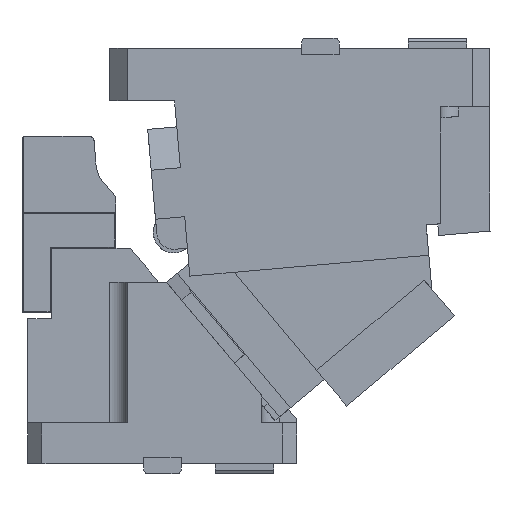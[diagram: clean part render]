
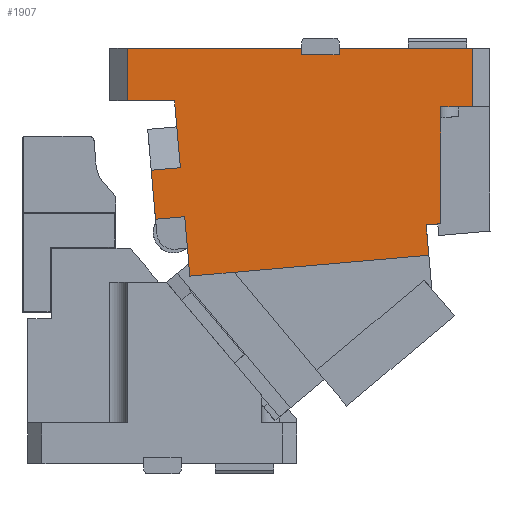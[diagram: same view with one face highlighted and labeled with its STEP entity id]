
A CAD part, front view. The second image highlights one B-rep face of the part: STEP entity #1907.
In plain terms, the highlighted planar face has unit normal (0, -1, 0).
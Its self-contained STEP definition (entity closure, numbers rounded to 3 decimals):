
#512=CARTESIAN_POINT('Vertex',(109.131,-45.,208.923)) ;
#515=CARTESIAN_POINT('Line Origine',(107.298,-45.,229.874)) ;
#519=CARTESIAN_POINT('Vertex',(105.465,-45.,250.826)) ;
#984=CARTESIAN_POINT('Line Origine',(121.582,-45.,210.012)) ;
#988=CARTESIAN_POINT('Vertex',(134.034,-45.,211.102)) ;
#1756=CARTESIAN_POINT('Axis2P3D Location',(232.5,-45.,270.599)) ;
#1761=CARTESIAN_POINT('Line Origine',(135.123,-45.,198.649)) ;
#1765=CARTESIAN_POINT('Vertex',(136.212,-45.,186.197)) ;
#1768=CARTESIAN_POINT('Line Origine',(136.213,-45.,186.197)) ;
#1772=CARTESIAN_POINT('Vertex',(136.214,-45.,186.197)) ;
#1775=CARTESIAN_POINT('Line Origine',(137.347,-45.,173.246)) ;
#1779=CARTESIAN_POINT('Vertex',(138.48,-45.,160.296)) ;
#1782=CARTESIAN_POINT('Line Origine',(240.59,-45.,169.229)) ;
#1786=CARTESIAN_POINT('Vertex',(342.7,-45.,178.163)) ;
#1789=CARTESIAN_POINT('Line Origine',(341.567,-45.,191.113)) ;
#1793=CARTESIAN_POINT('Vertex',(340.434,-45.,204.064)) ;
#1796=CARTESIAN_POINT('Line Origine',(346.717,-45.,204.614)) ;
#1800=CARTESIAN_POINT('Vertex',(353.,-45.,205.164)) ;
#1803=CARTESIAN_POINT('Line Origine',(353.,-45.,255.082)) ;
#1807=CARTESIAN_POINT('Vertex',(353.,-45.,305.)) ;
#1810=CARTESIAN_POINT('Line Origine',(366.5,-45.,305.)) ;
#1814=CARTESIAN_POINT('Vertex',(380.,-45.,305.)) ;
#1817=CARTESIAN_POINT('Line Origine',(380.,-45.,330.)) ;
#1821=CARTESIAN_POINT('Vertex',(380.,-45.,355.)) ;
#1824=CARTESIAN_POINT('Line Origine',(323.,-45.,355.)) ;
#1828=CARTESIAN_POINT('Vertex',(266.,-45.,355.)) ;
#1831=CARTESIAN_POINT('Line Origine',(266.,-45.,352.25)) ;
#1835=CARTESIAN_POINT('Vertex',(266.,-45.,349.5)) ;
#1838=CARTESIAN_POINT('Line Origine',(250.,-45.,349.5)) ;
#1842=CARTESIAN_POINT('Vertex',(234.,-45.,349.5)) ;
#1845=CARTESIAN_POINT('Line Origine',(234.,-45.,352.25)) ;
#1849=CARTESIAN_POINT('Vertex',(234.,-45.,355.)) ;
#1852=CARTESIAN_POINT('Line Origine',(159.5,-45.,355.)) ;
#1856=CARTESIAN_POINT('Vertex',(85.,-45.,355.)) ;
#1859=CARTESIAN_POINT('Line Origine',(85.,-45.,332.5)) ;
#1863=CARTESIAN_POINT('Vertex',(85.,-45.,310.)) ;
#1866=CARTESIAN_POINT('Line Origine',(105.191,-45.,310.)) ;
#1870=CARTESIAN_POINT('Vertex',(125.381,-45.,310.)) ;
#1873=CARTESIAN_POINT('Line Origine',(127.874,-45.,281.502)) ;
#1877=CARTESIAN_POINT('Vertex',(130.368,-45.,253.005)) ;
#1880=CARTESIAN_POINT('Line Origine',(117.916,-45.,251.915)) ;
#516=DIRECTION('Vector Direction',(-0.087,0.,0.996)) ;
#985=DIRECTION('Vector Direction',(-0.996,0.,-0.087)) ;
#1757=DIRECTION('Axis2P3D Direction',(0.,1.,0.)) ;
#1758=DIRECTION('Axis2P3D XDirection',(-1.,0.,0.)) ;
#1762=DIRECTION('Vector Direction',(-0.087,0.,0.996)) ;
#1769=DIRECTION('Vector Direction',(-0.951,0.,0.308)) ;
#1776=DIRECTION('Vector Direction',(-0.087,0.,0.996)) ;
#1783=DIRECTION('Vector Direction',(-0.996,0.,-0.087)) ;
#1790=DIRECTION('Vector Direction',(0.087,0.,-0.996)) ;
#1797=DIRECTION('Vector Direction',(-0.996,0.,-0.087)) ;
#1804=DIRECTION('Vector Direction',(0.,0.,-1.)) ;
#1811=DIRECTION('Vector Direction',(-1.,0.,0.)) ;
#1818=DIRECTION('Vector Direction',(0.,0.,1.)) ;
#1825=DIRECTION('Vector Direction',(-1.,0.,0.)) ;
#1832=DIRECTION('Vector Direction',(0.,0.,-1.)) ;
#1839=DIRECTION('Vector Direction',(1.,0.,0.)) ;
#1846=DIRECTION('Vector Direction',(0.,0.,1.)) ;
#1853=DIRECTION('Vector Direction',(1.,0.,0.)) ;
#1860=DIRECTION('Vector Direction',(0.,0.,-1.)) ;
#1867=DIRECTION('Vector Direction',(1.,0.,0.)) ;
#1874=DIRECTION('Vector Direction',(-0.087,0.,0.996)) ;
#1881=DIRECTION('Vector Direction',(-0.996,0.,-0.087)) ;
#1759=AXIS2_PLACEMENT_3D('Plane Axis2P3D',#1756,#1757,#1758) ;
#1886=ORIENTED_EDGE('',*,*,#1767,.F.) ;
#1887=ORIENTED_EDGE('',*,*,#1774,.F.) ;
#1888=ORIENTED_EDGE('',*,*,#1781,.F.) ;
#1889=ORIENTED_EDGE('',*,*,#1788,.F.) ;
#1890=ORIENTED_EDGE('',*,*,#1795,.F.) ;
#1891=ORIENTED_EDGE('',*,*,#1802,.F.) ;
#1892=ORIENTED_EDGE('',*,*,#1809,.F.) ;
#1893=ORIENTED_EDGE('',*,*,#1816,.F.) ;
#1894=ORIENTED_EDGE('',*,*,#1823,.T.) ;
#1895=ORIENTED_EDGE('',*,*,#1830,.T.) ;
#1896=ORIENTED_EDGE('',*,*,#1837,.T.) ;
#1897=ORIENTED_EDGE('',*,*,#1844,.F.) ;
#1898=ORIENTED_EDGE('',*,*,#1851,.T.) ;
#1899=ORIENTED_EDGE('',*,*,#1858,.F.) ;
#1900=ORIENTED_EDGE('',*,*,#1865,.T.) ;
#1901=ORIENTED_EDGE('',*,*,#1872,.T.) ;
#1902=ORIENTED_EDGE('',*,*,#1879,.F.) ;
#1903=ORIENTED_EDGE('',*,*,#1884,.T.) ;
#1904=ORIENTED_EDGE('',*,*,#521,.F.) ;
#1905=ORIENTED_EDGE('',*,*,#990,.F.) ;
#517=VECTOR('Line Direction',#516,1.) ;
#986=VECTOR('Line Direction',#985,1.) ;
#1763=VECTOR('Line Direction',#1762,1.) ;
#1770=VECTOR('Line Direction',#1769,1.) ;
#1777=VECTOR('Line Direction',#1776,1.) ;
#1784=VECTOR('Line Direction',#1783,1.) ;
#1791=VECTOR('Line Direction',#1790,1.) ;
#1798=VECTOR('Line Direction',#1797,1.) ;
#1805=VECTOR('Line Direction',#1804,1.) ;
#1812=VECTOR('Line Direction',#1811,1.) ;
#1819=VECTOR('Line Direction',#1818,1.) ;
#1826=VECTOR('Line Direction',#1825,1.) ;
#1833=VECTOR('Line Direction',#1832,1.) ;
#1840=VECTOR('Line Direction',#1839,1.) ;
#1847=VECTOR('Line Direction',#1846,1.) ;
#1854=VECTOR('Line Direction',#1853,1.) ;
#1861=VECTOR('Line Direction',#1860,1.) ;
#1868=VECTOR('Line Direction',#1867,1.) ;
#1875=VECTOR('Line Direction',#1874,1.) ;
#1882=VECTOR('Line Direction',#1881,1.) ;
#1907=ADVANCED_FACE('CAM HOLDER',(#1906),#1760,.F.) ;
#521=EDGE_CURVE('',#513,#520,#518,.T.) ;
#990=EDGE_CURVE('',#989,#513,#987,.T.) ;
#1767=EDGE_CURVE('',#1766,#989,#1764,.T.) ;
#1774=EDGE_CURVE('',#1773,#1766,#1771,.T.) ;
#1781=EDGE_CURVE('',#1780,#1773,#1778,.T.) ;
#1788=EDGE_CURVE('',#1787,#1780,#1785,.T.) ;
#1795=EDGE_CURVE('',#1794,#1787,#1792,.T.) ;
#1802=EDGE_CURVE('',#1801,#1794,#1799,.T.) ;
#1809=EDGE_CURVE('',#1808,#1801,#1806,.T.) ;
#1816=EDGE_CURVE('',#1815,#1808,#1813,.T.) ;
#1823=EDGE_CURVE('',#1815,#1822,#1820,.T.) ;
#1830=EDGE_CURVE('',#1822,#1829,#1827,.T.) ;
#1837=EDGE_CURVE('',#1829,#1836,#1834,.T.) ;
#1844=EDGE_CURVE('',#1843,#1836,#1841,.T.) ;
#1851=EDGE_CURVE('',#1843,#1850,#1848,.T.) ;
#1858=EDGE_CURVE('',#1857,#1850,#1855,.T.) ;
#1865=EDGE_CURVE('',#1857,#1864,#1862,.T.) ;
#1872=EDGE_CURVE('',#1864,#1871,#1869,.T.) ;
#1879=EDGE_CURVE('',#1878,#1871,#1876,.T.) ;
#1884=EDGE_CURVE('',#1878,#520,#1883,.T.) ;
#1885=EDGE_LOOP('',(#1886,#1887,#1888,#1889,#1890,#1891,#1892,#1893,#1894,#1895,#1896,#1897,#1898,#1899,#1900,#1901,#1902,#1903,#1904,#1905)) ;
#1906=FACE_OUTER_BOUND('',#1885,.T.) ;
#518=LINE('Line',#515,#517) ;
#987=LINE('Line',#984,#986) ;
#1764=LINE('Line',#1761,#1763) ;
#1771=LINE('Line',#1768,#1770) ;
#1778=LINE('Line',#1775,#1777) ;
#1785=LINE('Line',#1782,#1784) ;
#1792=LINE('Line',#1789,#1791) ;
#1799=LINE('Line',#1796,#1798) ;
#1806=LINE('Line',#1803,#1805) ;
#1813=LINE('Line',#1810,#1812) ;
#1820=LINE('Line',#1817,#1819) ;
#1827=LINE('Line',#1824,#1826) ;
#1834=LINE('Line',#1831,#1833) ;
#1841=LINE('Line',#1838,#1840) ;
#1848=LINE('Line',#1845,#1847) ;
#1855=LINE('Line',#1852,#1854) ;
#1862=LINE('Line',#1859,#1861) ;
#1869=LINE('Line',#1866,#1868) ;
#1876=LINE('Line',#1873,#1875) ;
#1883=LINE('Line',#1880,#1882) ;
#1760=PLANE('Plane',#1759) ;
#513=VERTEX_POINT('',#512) ;
#520=VERTEX_POINT('',#519) ;
#989=VERTEX_POINT('',#988) ;
#1766=VERTEX_POINT('',#1765) ;
#1773=VERTEX_POINT('',#1772) ;
#1780=VERTEX_POINT('',#1779) ;
#1787=VERTEX_POINT('',#1786) ;
#1794=VERTEX_POINT('',#1793) ;
#1801=VERTEX_POINT('',#1800) ;
#1808=VERTEX_POINT('',#1807) ;
#1815=VERTEX_POINT('',#1814) ;
#1822=VERTEX_POINT('',#1821) ;
#1829=VERTEX_POINT('',#1828) ;
#1836=VERTEX_POINT('',#1835) ;
#1843=VERTEX_POINT('',#1842) ;
#1850=VERTEX_POINT('',#1849) ;
#1857=VERTEX_POINT('',#1856) ;
#1864=VERTEX_POINT('',#1863) ;
#1871=VERTEX_POINT('',#1870) ;
#1878=VERTEX_POINT('',#1877) ;
